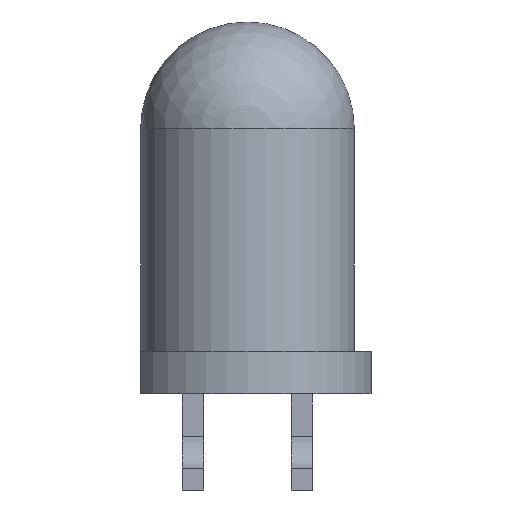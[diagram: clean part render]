
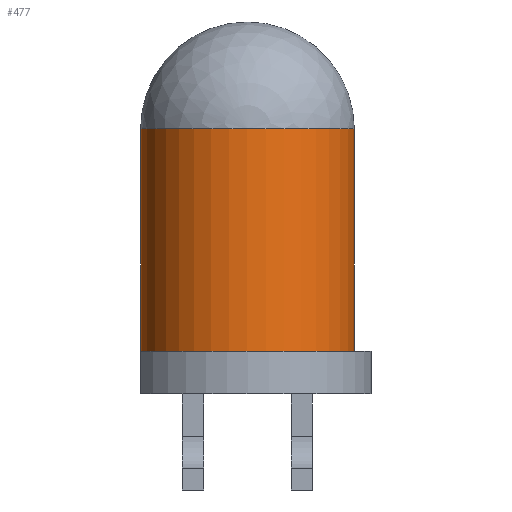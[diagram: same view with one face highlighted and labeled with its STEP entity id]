
A CAD part, front view. The second image highlights one B-rep face of the part: STEP entity #477.
In plain terms, the highlighted cylindrical face has radius 2.5 mm (diameter 5 mm), a partial arc.
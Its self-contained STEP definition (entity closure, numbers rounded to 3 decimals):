
#79 = EDGE_CURVE ( 'NONE', #103, #538, #934, .T. ) ;
#81 = EDGE_CURVE ( 'NONE', #95, #508, #938, .T. ) ;
#85 = EDGE_CURVE ( 'NONE', #95, #103, #422, .T. ) ;
#89 = EDGE_CURVE ( 'NONE', #508, #538, #433, .T. ) ;
#95 = VERTEX_POINT ( 'NONE', #972 ) ;
#103 = VERTEX_POINT ( 'NONE', #978 ) ;
#164 = EDGE_LOOP ( 'NONE', ( #559, #546, #513, #529 ) ) ;
#309 = CARTESIAN_POINT ( 'NONE',  ( 2.5, 0., 1. ) ) ;
#316 = CARTESIAN_POINT ( 'NONE',  ( -2.5, 0., 1. ) ) ;
#417 = VECTOR ( 'NONE', #937, 1000. ) ;
#418 = VECTOR ( 'NONE', #942, 1000. ) ;
#422 = CIRCLE ( 'NONE', #429, 2.5 ) ;
#429 = AXIS2_PLACEMENT_3D ( 'NONE', #956, #957, #958 ) ;
#433 = CIRCLE ( 'NONE', #435, 2.5 ) ;
#435 = AXIS2_PLACEMENT_3D ( 'NONE', #967, #968, #969 ) ;
#448 = AXIS2_PLACEMENT_3D ( 'NONE', #1031, #1027, #1033 ) ;
#477 = ADVANCED_FACE ( 'NONE', ( #1025 ), #1030, .T. ) ;
#508 = VERTEX_POINT ( 'NONE', #309 ) ;
#513 = ORIENTED_EDGE ( 'NONE', *, *, #79, .T. ) ;
#529 = ORIENTED_EDGE ( 'NONE', *, *, #89, .F. ) ;
#538 = VERTEX_POINT ( 'NONE', #316 ) ;
#546 = ORIENTED_EDGE ( 'NONE', *, *, #85, .T. ) ;
#559 = ORIENTED_EDGE ( 'NONE', *, *, #81, .F. ) ;
#934 = LINE ( 'NONE', #936, #417 ) ;
#935 = CARTESIAN_POINT ( 'NONE',  ( 2.5, 0., 1. ) ) ;
#936 = CARTESIAN_POINT ( 'NONE',  ( -2.5, 0., 1. ) ) ;
#937 = DIRECTION ( 'NONE',  ( 0., 0., -1. ) ) ;
#938 = LINE ( 'NONE', #935, #418 ) ;
#942 = DIRECTION ( 'NONE',  ( 0., 0., -1. ) ) ;
#956 = CARTESIAN_POINT ( 'NONE',  ( 0., 0., 6.2 ) ) ;
#957 = DIRECTION ( 'NONE',  ( 0., 0., -1. ) ) ;
#958 = DIRECTION ( 'NONE',  ( -1., 0., 0. ) ) ;
#967 = CARTESIAN_POINT ( 'NONE',  ( 0., 0., 1. ) ) ;
#968 = DIRECTION ( 'NONE',  ( 0., 0., -1. ) ) ;
#969 = DIRECTION ( 'NONE',  ( -1., 0., 0. ) ) ;
#972 = CARTESIAN_POINT ( 'NONE',  ( 2.5, 0., 6.2 ) ) ;
#978 = CARTESIAN_POINT ( 'NONE',  ( -2.5, 0., 6.2 ) ) ;
#1025 = FACE_OUTER_BOUND ( 'NONE', #164, .T. ) ;
#1027 = DIRECTION ( 'NONE',  ( 0., 0., -1. ) ) ;
#1030 = CYLINDRICAL_SURFACE ( 'NONE', #448, 2.5 ) ;
#1031 = CARTESIAN_POINT ( 'NONE',  ( 0., 0., 1. ) ) ;
#1033 = DIRECTION ( 'NONE',  ( -1., 0., 0. ) ) ;
